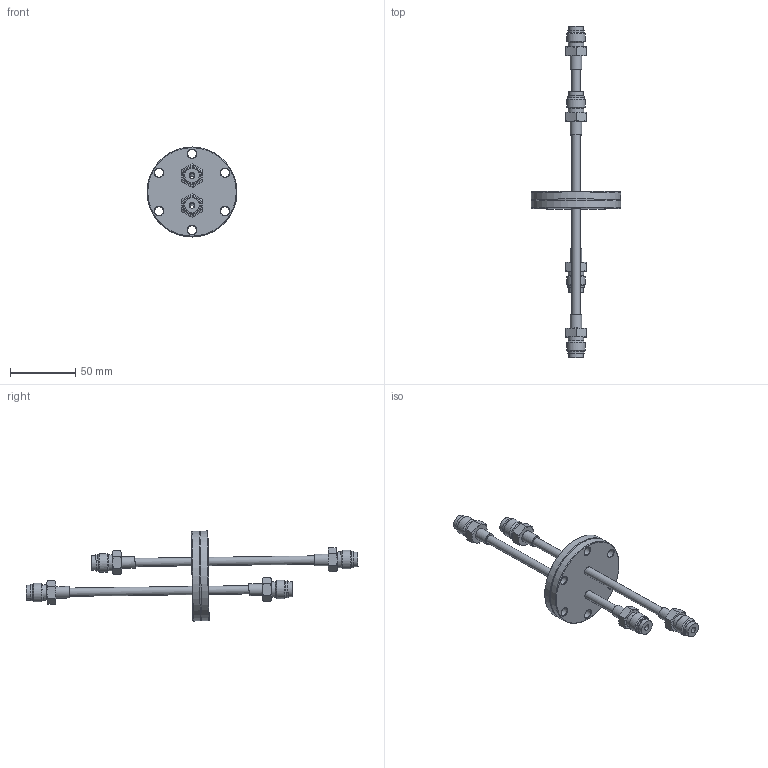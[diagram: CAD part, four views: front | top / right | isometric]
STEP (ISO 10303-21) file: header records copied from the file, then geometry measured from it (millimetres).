
FILE_DESCRIPTION(/* description */ (''),/* implementation_level */ '2;1');
FILE_NAME(/* name */ 'FL-LF2V-40CF.stp',/* time_stamp */ '2018-10-05T12:40:18+01:00',/* author */ ('paul'),/* organization */ (''),/* preprocessor_version */ 'ST-DEVELOPER v17.2',/* originating_system */ 'Autodesk Inventor 2019',/* authorisation */ '');
FILE_SCHEMA (('AUTOMOTIVE_DESIGN { 1 0 10303 214 3 1 1 }'));
Products named in the file (5): FL-LF2V-40CF; 6.35 tube for tube end version; FL-40CF; SS-4-VCR-4; SS-4-VCR-3
Assembly tree (11 placements, depth 2):
  FL-LF2V-40CF
    6.35 tube for tube end version  x2
    FL-40CF
    SS-4-VCR-4  x4
    SS-4-VCR-3  x4
Bounding box: 69.1 x 255.36 x 69.25 mm (x, y, z)
Volume: 62068.4 mm3; surface area: 35571.4 mm2
Topology: 11 solids, 11 shells, 278 faces, 703 edges, 470 vertices
Faces by surface type: plane 106, cone 73, cylinder 57, bspline 41, torus 1
Full cylindrical faces by diameter (mm): 3.95 x2, 4.572 x4, 6.35 x8, 6.7 x6, 8.89 x4, 9.144 x4, 11.43 x4, 12.192 x4, 12.7 x4, 14.287 x4, 48.26 x1, 69.1 x2
Entity records: 6947 total; most frequent: CARTESIAN_POINT 2684, ORIENTED_EDGE 878, DIRECTION 778, EDGE_CURVE 439, AXIS2_PLACEMENT_3D 311, VERTEX_POINT 292, EDGE_LOOP 199, FACE_OUTER_BOUND 166
